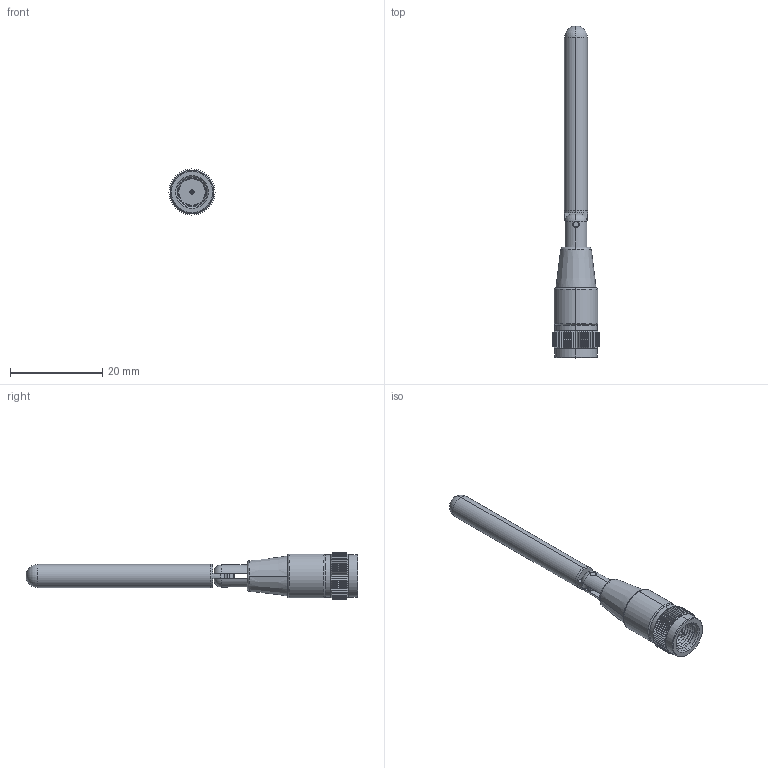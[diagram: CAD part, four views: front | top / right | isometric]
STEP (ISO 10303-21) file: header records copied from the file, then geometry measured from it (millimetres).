
FILE_DESCRIPTION (( 'STEP AP214' ), '1' );
FILE_NAME ('TS.07.0113.STEP', '2019-07-29T03:29:49', ( '' ), ( '' ), 'SwSTEP 2.0', 'SolidWorks 2017', '' );
FILE_SCHEMA (( 'AUTOMOTIVE_DESIGN' ));
Length unit declared in the file: millimetre
Products named in the file (1): TS.07.0113
Bounding box: 10 x 72 x 10 mm (x, y, z)
Volume: 2207.9 mm3; surface area: 1872.1 mm2
Topology: 3 solids, 3 shells, 377 faces, 799 edges, 437 vertices
Faces by surface type: cone 170, plane 147, cylinder 46, bspline 8, torus 6
Entity records: 10802 total; most frequent: CARTESIAN_POINT 2916, ORIENTED_EDGE 1598, DIRECTION 1520, EDGE_CURVE 799, AXIS2_PLACEMENT_3D 651, VERTEX_POINT 437, EDGE_LOOP 392, FACE_OUTER_BOUND 377
